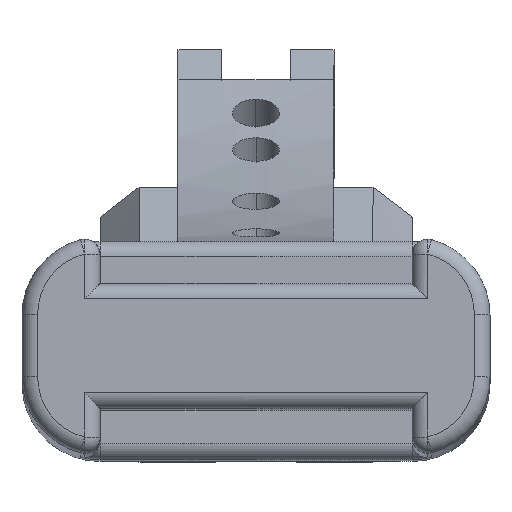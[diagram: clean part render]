
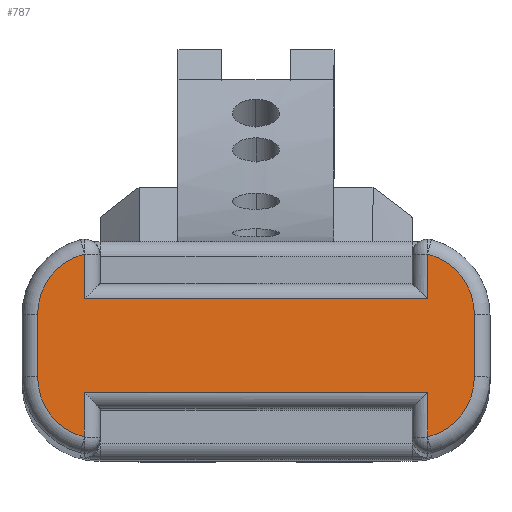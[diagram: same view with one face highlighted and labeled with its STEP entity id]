
A CAD part, left-side view. The second image highlights one B-rep face of the part: STEP entity #787.
In plain terms, the highlighted planar face has unit normal (-0.999, 0, 0.044).
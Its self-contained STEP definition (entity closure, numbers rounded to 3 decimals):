
#4 = CARTESIAN_POINT ( 'NONE',  ( -12.171, -10., -49.516 ) ) ;
#9 = CARTESIAN_POINT ( 'NONE',  ( -12.39, 0., -54.511 ) ) ;
#121 = ORIENTED_EDGE ( 'NONE', *, *, #825, .T. ) ;
#140 = CARTESIAN_POINT ( 'NONE',  ( -12.171, -14., -49.516 ) ) ;
#178 = DIRECTION ( 'NONE',  ( 0.044, 0., 0.999 ) ) ;
#231 = EDGE_CURVE ( 'NONE', #1246, #235, #1436, .T. ) ;
#235 = VERTEX_POINT ( 'NONE', #1024 ) ;
#341 = CARTESIAN_POINT ( 'NONE',  ( -12.171, 10., -49.516 ) ) ;
#542 = CIRCLE ( 'NONE', #3792, 4. ) ;
#626 = DIRECTION ( 'NONE',  ( 0.044, 0., 0.999 ) ) ;
#688 = CARTESIAN_POINT ( 'NONE',  ( -12.346, -14., -53.512 ) ) ;
#736 = EDGE_CURVE ( 'NONE', #1563, #1096, #1441, .T. ) ;
#739 = ORIENTED_EDGE ( 'NONE', *, *, #1857, .T. ) ;
#787 = ADVANCED_FACE ( 'NONE', ( #1687 ), #1946, .T. ) ;
#825 = EDGE_CURVE ( 'NONE', #3951, #4154, #1707, .T. ) ;
#956 = VERTEX_POINT ( 'NONE', #688 ) ;
#1024 = CARTESIAN_POINT ( 'NONE',  ( -12.346, 14., -53.512 ) ) ;
#1068 = DIRECTION ( 'NONE',  ( -0.999, 0., 0.044 ) ) ;
#1087 = LINE ( 'NONE', #1130, #3919 ) ;
#1096 = VERTEX_POINT ( 'NONE', #3117 ) ;
#1108 = EDGE_CURVE ( 'NONE', #1096, #1995, #1087, .T. ) ;
#1123 = EDGE_CURVE ( 'NONE', #956, #1563, #1796, .T. ) ;
#1130 = CARTESIAN_POINT ( 'NONE',  ( -12.084, -11., -47.518 ) ) ;
#1143 = EDGE_CURVE ( 'NONE', #4154, #956, #1996, .T. ) ;
#1246 = VERTEX_POINT ( 'NONE', #3773 ) ;
#1311 = VECTOR ( 'NONE', #2440, 1000. ) ;
#1326 = ORIENTED_EDGE ( 'NONE', *, *, #2399, .T. ) ;
#1328 = ORIENTED_EDGE ( 'NONE', *, *, #1108, .T. ) ;
#1359 = ORIENTED_EDGE ( 'NONE', *, *, #1123, .T. ) ;
#1360 = DIRECTION ( 'NONE',  ( -0.999, 0., 0.044 ) ) ;
#1409 = DIRECTION ( 'NONE',  ( 0.044, 0., 0.999 ) ) ;
#1436 = LINE ( 'NONE', #2724, #1311 ) ;
#1441 = CIRCLE ( 'NONE', #3918, 4. ) ;
#1452 = CARTESIAN_POINT ( 'NONE',  ( -12.346, -10., -53.512 ) ) ;
#1527 = CARTESIAN_POINT ( 'NONE',  ( -12.515, 11., -57.382 ) ) ;
#1563 = VERTEX_POINT ( 'NONE', #2442 ) ;
#1644 = AXIS2_PLACEMENT_3D ( 'NONE', #2639, #1360, #1966 ) ;
#1687 = FACE_OUTER_BOUND ( 'NONE', #4146, .T. ) ;
#1707 = LINE ( 'NONE', #3183, #3572 ) ;
#1755 = CARTESIAN_POINT ( 'NONE',  ( -12.515, -11., -57.382 ) ) ;
#1796 = LINE ( 'NONE', #140, #2963 ) ;
#1857 = EDGE_CURVE ( 'NONE', #2019, #2999, #4263, .T. ) ;
#1864 = CARTESIAN_POINT ( 'NONE',  ( -12.39, -11., -54.511 ) ) ;
#1879 = CIRCLE ( 'NONE', #2288, 4. ) ;
#1918 = DIRECTION ( 'NONE',  ( -0.999, 0., 0.044 ) ) ;
#1946 = PLANE ( 'NONE',  #1644 ) ;
#1964 = CARTESIAN_POINT ( 'NONE',  ( -12.128, 0., -48.517 ) ) ;
#1966 = DIRECTION ( 'NONE',  ( 0.044, 0., 0.999 ) ) ;
#1975 = ORIENTED_EDGE ( 'NONE', *, *, #231, .T. ) ;
#1995 = VERTEX_POINT ( 'NONE', #2416 ) ;
#1996 = CIRCLE ( 'NONE', #2201, 4. ) ;
#2010 = DIRECTION ( 'NONE',  ( 0.044, 0., 0.999 ) ) ;
#2019 = VERTEX_POINT ( 'NONE', #3142 ) ;
#2042 = ORIENTED_EDGE ( 'NONE', *, *, #3709, .T. ) ;
#2140 = VERTEX_POINT ( 'NONE', #3732 ) ;
#2141 = LINE ( 'NONE', #2491, #2281 ) ;
#2201 = AXIS2_PLACEMENT_3D ( 'NONE', #1452, #1068, #1409 ) ;
#2204 = EDGE_CURVE ( 'NONE', #2999, #1246, #542, .T. ) ;
#2233 = DIRECTION ( 'NONE',  ( -0.044, 0., -0.999 ) ) ;
#2261 = CARTESIAN_POINT ( 'NONE',  ( -12.346, 10., -53.512 ) ) ;
#2281 = VECTOR ( 'NONE', #178, 1000. ) ;
#2287 = LINE ( 'NONE', #1964, #3587 ) ;
#2288 = AXIS2_PLACEMENT_3D ( 'NONE', #2261, #1918, #3230 ) ;
#2399 = EDGE_CURVE ( 'NONE', #3209, #2140, #2141, .T. ) ;
#2408 = DIRECTION ( 'NONE',  ( 0.044, 0., 0.999 ) ) ;
#2416 = CARTESIAN_POINT ( 'NONE',  ( -12.128, -11., -48.517 ) ) ;
#2440 = DIRECTION ( 'NONE',  ( -0.044, 0., -0.999 ) ) ;
#2442 = CARTESIAN_POINT ( 'NONE',  ( -12.171, -14., -49.516 ) ) ;
#2491 = CARTESIAN_POINT ( 'NONE',  ( -12.433, 11., -55.511 ) ) ;
#2537 = ORIENTED_EDGE ( 'NONE', *, *, #1143, .T. ) ;
#2629 = CARTESIAN_POINT ( 'NONE',  ( -11.953, 11., -44.521 ) ) ;
#2639 = CARTESIAN_POINT ( 'NONE',  ( -9.99, 0., 0.436 ) ) ;
#2724 = CARTESIAN_POINT ( 'NONE',  ( -12.346, 14., -53.512 ) ) ;
#2928 = EDGE_CURVE ( 'NONE', #1995, #2019, #2287, .T. ) ;
#2962 = ORIENTED_EDGE ( 'NONE', *, *, #2204, .T. ) ;
#2963 = VECTOR ( 'NONE', #2408, 1000. ) ;
#2981 = DIRECTION ( 'NONE',  ( 0., 1., 0. ) ) ;
#2999 = VERTEX_POINT ( 'NONE', #3537 ) ;
#3117 = CARTESIAN_POINT ( 'NONE',  ( -12.003, -11., -45.647 ) ) ;
#3142 = CARTESIAN_POINT ( 'NONE',  ( -12.128, 11., -48.517 ) ) ;
#3183 = CARTESIAN_POINT ( 'NONE',  ( -12.564, -11., -58.508 ) ) ;
#3193 = DIRECTION ( 'NONE',  ( 0.044, 0., 0.999 ) ) ;
#3209 = VERTEX_POINT ( 'NONE', #1527 ) ;
#3230 = DIRECTION ( 'NONE',  ( 0.044, 0., 0.999 ) ) ;
#3263 = DIRECTION ( 'NONE',  ( 0., -1., 0. ) ) ;
#3402 = ORIENTED_EDGE ( 'NONE', *, *, #2928, .T. ) ;
#3513 = DIRECTION ( 'NONE',  ( -0.999, 0., 0.044 ) ) ;
#3537 = CARTESIAN_POINT ( 'NONE',  ( -12.003, 11., -45.647 ) ) ;
#3572 = VECTOR ( 'NONE', #2233, 1000. ) ;
#3578 = VECTOR ( 'NONE', #626, 1000. ) ;
#3579 = DIRECTION ( 'NONE',  ( -0.999, 0., 0.044 ) ) ;
#3583 = LINE ( 'NONE', #9, #3753 ) ;
#3587 = VECTOR ( 'NONE', #2981, 1000. ) ;
#3697 = DIRECTION ( 'NONE',  ( -0.044, 0., -0.999 ) ) ;
#3709 = EDGE_CURVE ( 'NONE', #235, #3209, #1879, .T. ) ;
#3732 = CARTESIAN_POINT ( 'NONE',  ( -12.39, 11., -54.511 ) ) ;
#3753 = VECTOR ( 'NONE', #3263, 1000. ) ;
#3773 = CARTESIAN_POINT ( 'NONE',  ( -12.171, 14., -49.516 ) ) ;
#3792 = AXIS2_PLACEMENT_3D ( 'NONE', #341, #3513, #3193 ) ;
#3827 = ORIENTED_EDGE ( 'NONE', *, *, #4057, .T. ) ;
#3918 = AXIS2_PLACEMENT_3D ( 'NONE', #4, #3579, #2010 ) ;
#3919 = VECTOR ( 'NONE', #3697, 1000. ) ;
#3951 = VERTEX_POINT ( 'NONE', #1864 ) ;
#4057 = EDGE_CURVE ( 'NONE', #2140, #3951, #3583, .T. ) ;
#4146 = EDGE_LOOP ( 'NONE', ( #1328, #3402, #739, #2962, #1975, #2042, #1326, #3827, #121, #2537, #1359, #4239 ) ) ;
#4154 = VERTEX_POINT ( 'NONE', #1755 ) ;
#4239 = ORIENTED_EDGE ( 'NONE', *, *, #736, .T. ) ;
#4263 = LINE ( 'NONE', #2629, #3578 ) ;
